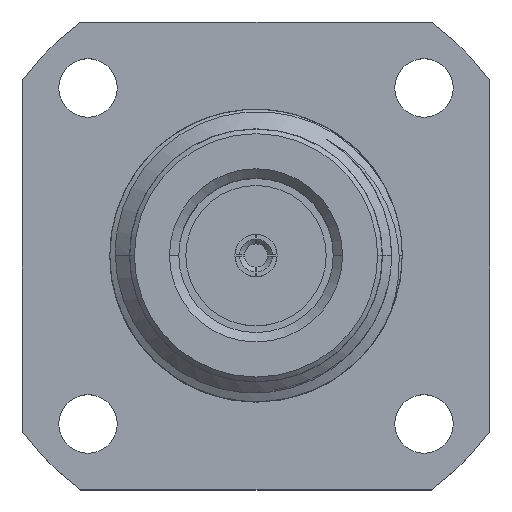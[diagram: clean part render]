
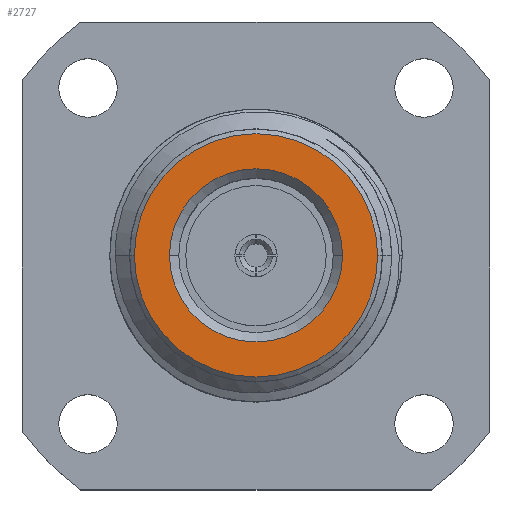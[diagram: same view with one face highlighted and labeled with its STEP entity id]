
A CAD part, top view. The second image highlights one B-rep face of the part: STEP entity #2727.
In plain terms, the highlighted planar face has unit normal (0, 0, 1).
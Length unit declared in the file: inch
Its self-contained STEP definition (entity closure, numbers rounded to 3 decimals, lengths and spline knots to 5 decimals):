
#147 = FACE_BOUND ( 'NONE', #3028, .T. ) ;
#353 = AXIS2_PLACEMENT_3D ( 'NONE', #2018, #1658, #5646 ) ;
#427 = PLANE ( 'NONE',  #353 ) ;
#440 = EDGE_LOOP ( 'NONE', ( #1752, #1790 ) ) ;
#578 = CIRCLE ( 'NONE', #6809, 0.185 ) ;
#699 = VERTEX_POINT ( 'NONE', #8068 ) ;
#843 = DIRECTION ( 'NONE',  ( 0., 0., -1. ) ) ;
#1364 = EDGE_CURVE ( 'NONE', #7416, #699, #578, .T. ) ;
#1570 = CARTESIAN_POINT ( 'NONE',  ( 0., 0., 0. ) ) ;
#1658 = DIRECTION ( 'NONE',  ( 0., 0., 1. ) ) ;
#1752 = ORIENTED_EDGE ( 'NONE', *, *, #6470, .T. ) ;
#1790 = ORIENTED_EDGE ( 'NONE', *, *, #7343, .T. ) ;
#2018 = CARTESIAN_POINT ( 'NONE',  ( 0., 0., 0. ) ) ;
#2072 = VERTEX_POINT ( 'NONE', #7984 ) ;
#2727 = ADVANCED_FACE ( 'NONE', ( #4274, #147 ), #427, .T. ) ;
#3000 = AXIS2_PLACEMENT_3D ( 'NONE', #1570, #5764, #7677 ) ;
#3028 = EDGE_LOOP ( 'NONE', ( #8627, #6271 ) ) ;
#3387 = AXIS2_PLACEMENT_3D ( 'NONE', #8579, #5846, #4514 ) ;
#3613 = DIRECTION ( 'NONE',  ( 0., 0., -1. ) ) ;
#3626 = EDGE_CURVE ( 'NONE', #699, #7416, #7619, .T. ) ;
#3816 = CIRCLE ( 'NONE', #3387, 0.26 ) ;
#3996 = CARTESIAN_POINT ( 'NONE',  ( 0.26, 0., 0. ) ) ;
#4061 = AXIS2_PLACEMENT_3D ( 'NONE', #7083, #3613, #4990 ) ;
#4274 = FACE_OUTER_BOUND ( 'NONE', #440, .T. ) ;
#4308 = CARTESIAN_POINT ( 'NONE',  ( 0.185, 0., 0. ) ) ;
#4514 = DIRECTION ( 'NONE',  ( 1., 0., 0. ) ) ;
#4881 = CIRCLE ( 'NONE', #3000, 0.26 ) ;
#4890 = CARTESIAN_POINT ( 'NONE',  ( 0., 0., 0. ) ) ;
#4990 = DIRECTION ( 'NONE',  ( 1., 0., 0. ) ) ;
#5089 = VERTEX_POINT ( 'NONE', #3996 ) ;
#5646 = DIRECTION ( 'NONE',  ( 1., 0., 0. ) ) ;
#5764 = DIRECTION ( 'NONE',  ( 0., 0., 1. ) ) ;
#5846 = DIRECTION ( 'NONE',  ( 0., 0., 1. ) ) ;
#6271 = ORIENTED_EDGE ( 'NONE', *, *, #3626, .T. ) ;
#6470 = EDGE_CURVE ( 'NONE', #2072, #5089, #3816, .T. ) ;
#6809 = AXIS2_PLACEMENT_3D ( 'NONE', #4890, #843, #7517 ) ;
#7083 = CARTESIAN_POINT ( 'NONE',  ( 0., 0., 0. ) ) ;
#7343 = EDGE_CURVE ( 'NONE', #5089, #2072, #4881, .T. ) ;
#7416 = VERTEX_POINT ( 'NONE', #4308 ) ;
#7517 = DIRECTION ( 'NONE',  ( 1., 0., 0. ) ) ;
#7619 = CIRCLE ( 'NONE', #4061, 0.185 ) ;
#7677 = DIRECTION ( 'NONE',  ( 1., 0., 0. ) ) ;
#7984 = CARTESIAN_POINT ( 'NONE',  ( -0.26, 0., 0. ) ) ;
#8068 = CARTESIAN_POINT ( 'NONE',  ( -0.185, 0., 0. ) ) ;
#8579 = CARTESIAN_POINT ( 'NONE',  ( 0., 0., 0. ) ) ;
#8627 = ORIENTED_EDGE ( 'NONE', *, *, #1364, .T. ) ;
